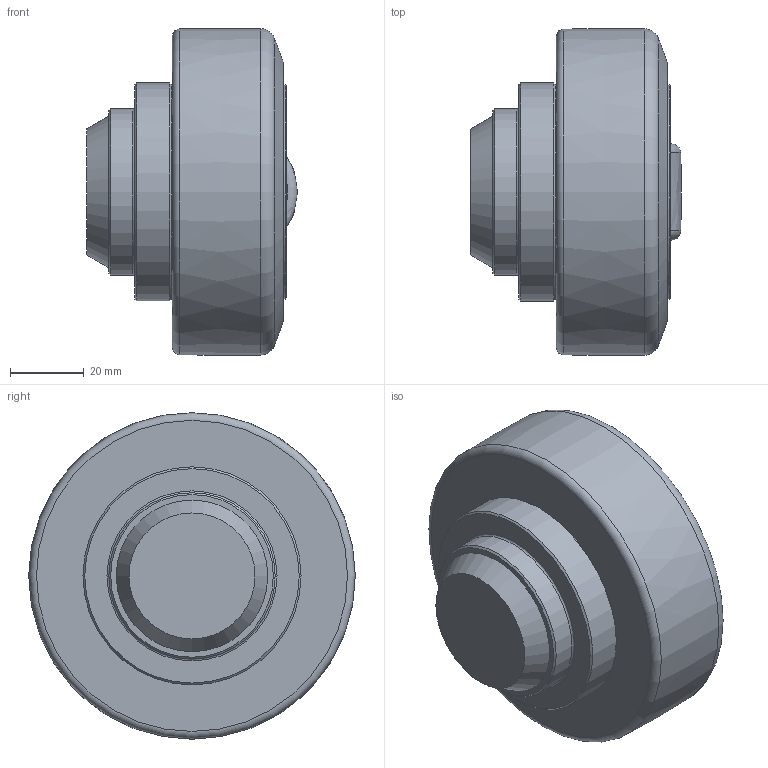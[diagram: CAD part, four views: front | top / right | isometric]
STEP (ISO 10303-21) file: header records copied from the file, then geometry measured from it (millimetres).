
FILE_DESCRIPTION((''),'2;1');
FILE_NAME('ALFATEC_TR 090.0200.stp','2012-11-02T09:15:42',('Wenzelburger'),(''),'Autodesk Inventor 2012','Autodesk Inventor 2012','');
FILE_SCHEMA(('AUTOMOTIVE_DESIGN { 1 0 10303 214 1 1 1 1 }'));
Length unit declared in the file: millimetre
Products named in the file (1): TR 090.0200_Konturvereinfachung_1
Bounding box: 57 x 88.39 x 88.34 mm (x, y, z)
Volume: 227622.5 mm3; surface area: 24317.3 mm2
Topology: 1 solids, 1 shells, 29 faces, 55 edges, 34 vertices
Faces by surface type: plane 9, cylinder 6, cone 6, torus 6, bspline 2
Full cylindrical faces by diameter (mm): 2.5 x1, 45 x1, 58 x1, 59 x1
Entity records: 827 total; most frequent: CARTESIAN_POINT 249, DIRECTION 110, ORIENTED_EDGE 78, AXIS2_PLACEMENT_3D 53, EDGE_LOOP 49, EDGE_CURVE 39, VERTEX_POINT 32, FACE_OUTER_BOUND 29
